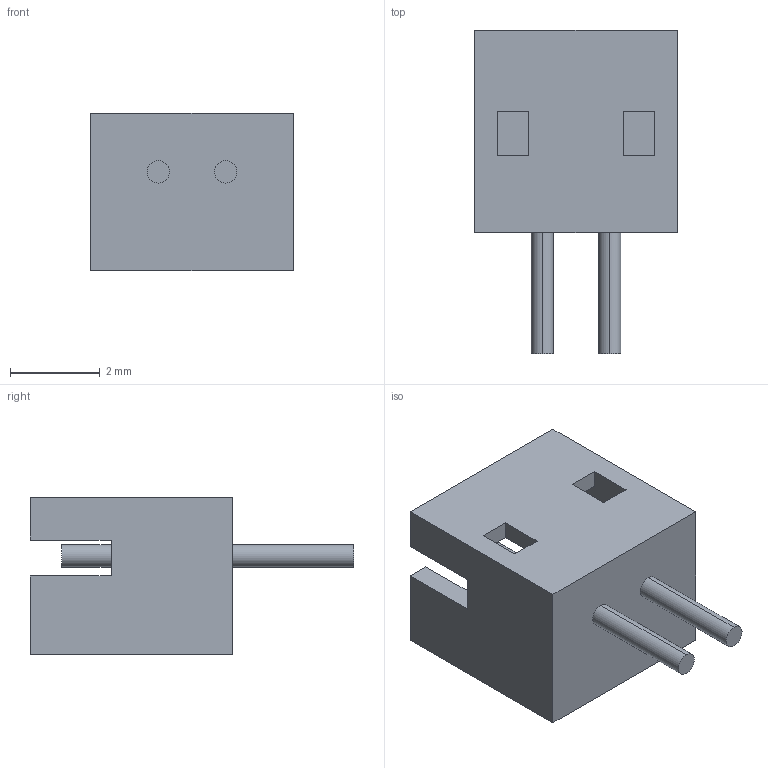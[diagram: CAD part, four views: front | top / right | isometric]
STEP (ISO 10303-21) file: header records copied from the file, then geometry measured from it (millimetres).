
FILE_DESCRIPTION (( 'STEP AP214' ), '1' );
FILE_NAME ('B2B-ZR.STEP', '2010-06-16T04:53:48', ( ' ' ), ( ' ' ), 'SwSTEP 2.0', 'SolidWorks 2005235', '' );
FILE_SCHEMA (( 'AUTOMOTIVE_DESIGN' ));
Length unit declared in the file: millimetre
Products named in the file (1): B2B-ZR
Bounding box: 4.5 x 7.2 x 3.5 mm (x, y, z)
Volume: 40.3 mm3; surface area: 157.9 mm2
Topology: 1 solids, 1 shells, 38 faces, 102 edges, 68 vertices
Faces by surface type: plane 30, cylinder 8
Entity records: 1631 total; most frequent: CARTESIAN_POINT 209, ORIENTED_EDGE 204, DIRECTION 196, EDGE_CURVE 102, VECTOR 86, LINE 86, VERTEX_POINT 68, AXIS2_PLACEMENT_3D 55
